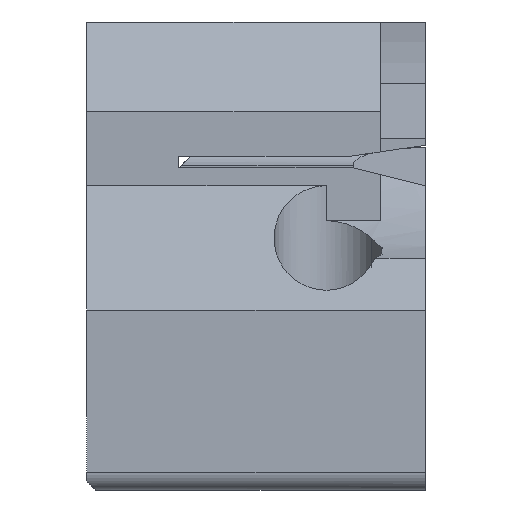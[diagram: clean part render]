
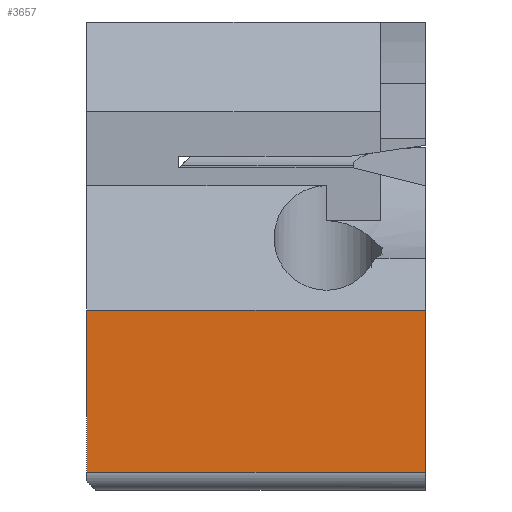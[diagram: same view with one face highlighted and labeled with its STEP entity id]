
A CAD part, left-side view. The second image highlights one B-rep face of the part: STEP entity #3657.
In plain terms, the highlighted planar face has unit normal (-1, 0, 0).
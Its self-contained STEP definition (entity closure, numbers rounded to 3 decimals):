
#173=FACE_OUTER_BOUND('',#374,.T.);
#374=EDGE_LOOP('',(#2798,#2799,#2800,#2801));
#505=LINE('',#5055,#976);
#564=LINE('',#5206,#1035);
#586=LINE('',#5255,#1057);
#784=LINE('',#5708,#1255);
#976=VECTOR('',#4072,10.);
#1035=VECTOR('',#4185,10.);
#1057=VECTOR('',#4217,10.);
#1255=VECTOR('',#4553,10.);
#1476=VERTEX_POINT('',#5052);
#1477=VERTEX_POINT('',#5054);
#1533=VERTEX_POINT('',#5203);
#1534=VERTEX_POINT('',#5205);
#1825=EDGE_CURVE('',#1476,#1477,#505,.T.);
#1896=EDGE_CURVE('',#1534,#1533,#564,.T.);
#1922=EDGE_CURVE('',#1533,#1477,#586,.T.);
#2133=EDGE_CURVE('',#1534,#1476,#784,.T.);
#2798=ORIENTED_EDGE('',*,*,#2133,.F.);
#2799=ORIENTED_EDGE('',*,*,#1896,.T.);
#2800=ORIENTED_EDGE('',*,*,#1922,.T.);
#2801=ORIENTED_EDGE('',*,*,#1825,.F.);
#3479=PLANE('',#3904);
#3657=ADVANCED_FACE('',(#173),#3479,.T.);
#3904=AXIS2_PLACEMENT_3D('',#5709,#4554,#4555);
#4072=DIRECTION('',(0.,0.,1.));
#4185=DIRECTION('',(0.,0.,1.));
#4217=DIRECTION('',(0.,1.,0.));
#4553=DIRECTION('',(0.,1.,0.));
#4554=DIRECTION('center_axis',(-1.,0.,0.));
#4555=DIRECTION('ref_axis',(0.,-1.,0.));
#5052=CARTESIAN_POINT('',(-4.,13.3,1.));
#5054=CARTESIAN_POINT('',(-4.,13.3,10.));
#5055=CARTESIAN_POINT('',(-4.,13.3,1.));
#5203=CARTESIAN_POINT('',(-4.,-5.5,10.));
#5205=CARTESIAN_POINT('',(-4.,-5.5,1.));
#5206=CARTESIAN_POINT('',(-4.,-5.5,0.));
#5255=CARTESIAN_POINT('',(-4.,10.3,10.));
#5708=CARTESIAN_POINT('',(-4.,6.35,1.));
#5709=CARTESIAN_POINT('Origin',(-4.,10.3,0.));
